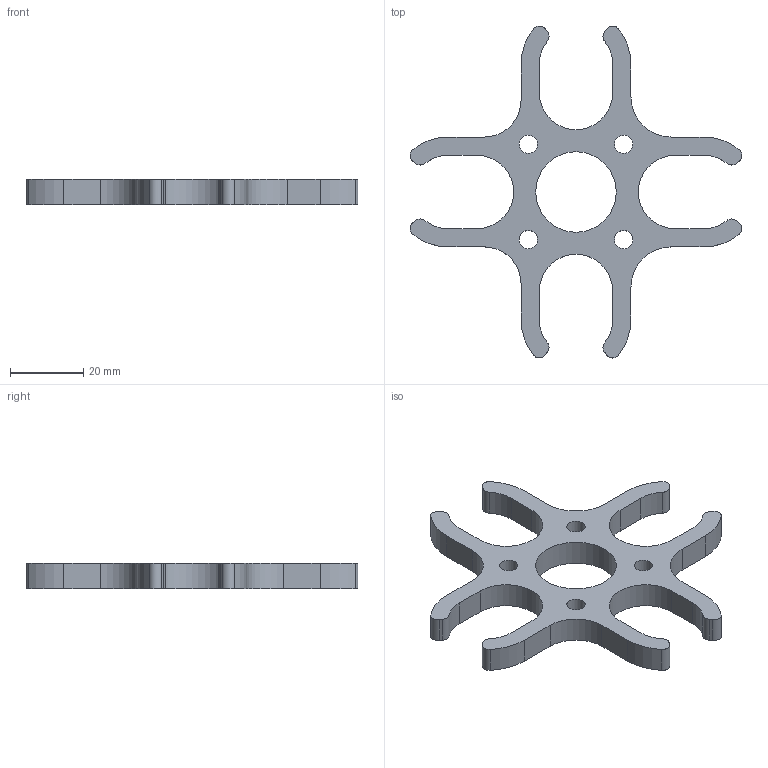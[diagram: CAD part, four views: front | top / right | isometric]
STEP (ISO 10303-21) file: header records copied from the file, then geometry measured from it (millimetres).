
FILE_DESCRIPTION(('FreeCAD Model'),'2;1');
FILE_NAME('spinner.step','2017-05-20T21:58:18',( 'Author'),(''),'Open CASCADE STEP processor 6.8','FreeCAD','Unknown' );
FILE_SCHEMA(('AUTOMOTIVE_DESIGN_CC2 { 1 2 10303 214 -1 1 5 4 }'));
Length unit declared in the file: millimetre
Products named in the file (2): ASSEMBLY; Fillet
Assembly tree (1 placements, depth 2):
  ASSEMBLY
    Fillet
Bounding box: 90.67 x 90.67 x 7 mm (x, y, z)
Volume: 14542.8 mm3; surface area: 8770.2 mm2
Topology: 1 solids, 1 shells, 71 faces, 207 edges, 138 vertices
Faces by surface type: cylinder 37, plane 18, bspline 16
Full cylindrical faces by diameter (mm): 5 x4, 22 x1
Entity records: 14709 total; most frequent: CARTESIAN_POINT 10832, DIRECTION 633, ORIENTED_EDGE 414, PCURVE 414, DEFINITIONAL_REPRESENTATION 414, LINE 297, VECTOR 297, EDGE_CURVE 207
